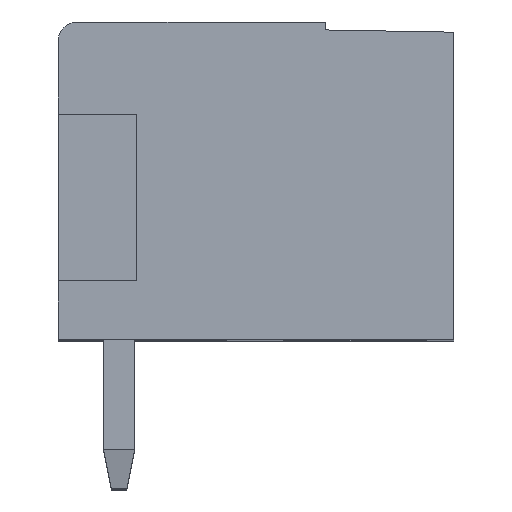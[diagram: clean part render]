
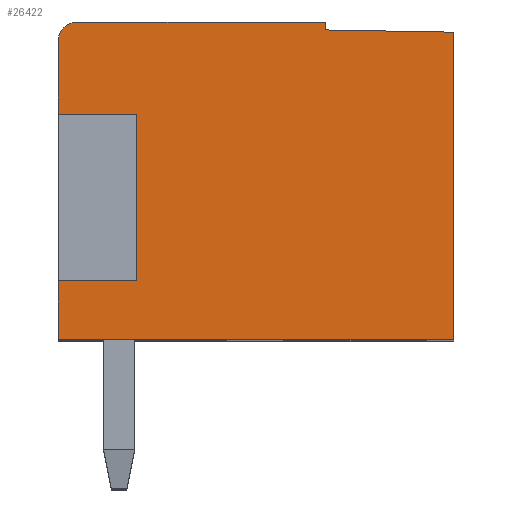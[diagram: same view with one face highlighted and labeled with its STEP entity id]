
A CAD part, top view. The second image highlights one B-rep face of the part: STEP entity #26422.
In plain terms, the highlighted planar face has unit normal (0, 0, 1).
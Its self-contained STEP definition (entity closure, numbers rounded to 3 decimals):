
#251=DIRECTION('',(-1.,0.,0.));
#252=VECTOR('',#251,6.326);
#253=CARTESIAN_POINT('',(-13.889,8.199,168.212));
#254=LINE('',#253,#252);
#9455=DIRECTION('',(0.,-1.,0.));
#9456=VECTOR('',#9455,7.84);
#9457=CARTESIAN_POINT('',(-10.615,7.94,168.212));
#9458=LINE('',#9457,#9456);
#9459=DIRECTION('',(-1.,0.,0.));
#9460=VECTOR('',#9459,10.1);
#9461=CARTESIAN_POINT('',(-10.615,0.099,
168.212));
#9462=LINE('',#9461,#9460);
#9463=DIRECTION('',(0.,1.,0.));
#9464=VECTOR('',#9463,1.5);
#9465=CARTESIAN_POINT('',(-20.715,0.099,
168.212));
#9466=LINE('',#9465,#9464);
#9467=DIRECTION('',(1.,0.,0.));
#9468=VECTOR('',#9467,2.);
#9469=CARTESIAN_POINT('',(-20.715,1.599,168.212));
#9470=LINE('',#9469,#9468);
#9471=DIRECTION('',(0.,1.,0.));
#9472=VECTOR('',#9471,1.85);
#9473=CARTESIAN_POINT('',(-20.715,5.849,168.212));
#9474=LINE('',#9473,#9472);
#9475=CARTESIAN_POINT('',(-20.215,7.699,168.212));
#9476=DIRECTION('',(0.,0.,-1.));
#9477=DIRECTION('',(-1.,0.,0.));
#9478=AXIS2_PLACEMENT_3D('',#9475,#9476,#9477);
#9480=DIRECTION('',(0.,-1.,0.));
#9481=VECTOR('',#9480,0.202);
#9482=CARTESIAN_POINT('',(-13.889,8.199,168.212));
#9483=LINE('',#9482,#9481);
#9484=DIRECTION('',(1.,-0.017,0.));
#9485=VECTOR('',#9484,3.274);
#9486=CARTESIAN_POINT('',(-13.889,7.997,168.212));
#9487=LINE('',#9486,#9485);
#9516=DIRECTION('',(1.,0.,0.));
#9517=VECTOR('',#9516,2.);
#9518=CARTESIAN_POINT('',(-20.715,5.849,168.212));
#9519=LINE('',#9518,#9517);
#9524=DIRECTION('',(0.,-1.,0.));
#9525=VECTOR('',#9524,4.25);
#9526=CARTESIAN_POINT('',(-18.715,5.849,168.212));
#9527=LINE('',#9526,#9525);
#9528=CARTESIAN_POINT('',(-10.615,7.94,168.212));
#9529=CARTESIAN_POINT('',(-10.615,0.099,
168.212));
#9530=VERTEX_POINT('',#9528);
#9531=VERTEX_POINT('',#9529);
#9764=CARTESIAN_POINT('',(-20.715,5.849,168.212));
#9765=CARTESIAN_POINT('',(-20.715,7.699,168.212));
#9766=VERTEX_POINT('',#9764);
#9767=VERTEX_POINT('',#9765);
#9772=CARTESIAN_POINT('',(-20.715,1.599,168.212));
#9773=VERTEX_POINT('',#9772);
#9774=CARTESIAN_POINT('',(-20.715,0.099,
168.212));
#9775=VERTEX_POINT('',#9774);
#9804=CARTESIAN_POINT('',(-20.215,8.199,168.212));
#9805=VERTEX_POINT('',#9804);
#9806=CARTESIAN_POINT('',(-13.889,8.199,168.212));
#9807=VERTEX_POINT('',#9806);
#9808=CARTESIAN_POINT('',(-13.889,7.997,168.212));
#9809=VERTEX_POINT('',#9808);
#9810=CARTESIAN_POINT('',(-18.715,1.599,168.212));
#9811=VERTEX_POINT('',#9810);
#9812=CARTESIAN_POINT('',(-18.715,5.849,168.212));
#9813=VERTEX_POINT('',#9812);
#26401=CARTESIAN_POINT('',(-10.615,0.099,
168.212));
#26402=DIRECTION('',(0.,0.,-1.));
#26403=DIRECTION('',(0.,1.,0.));
#26404=AXIS2_PLACEMENT_3D('',#26401,#26402,#26403);
#26405=PLANE('',#26404);
#26406=ORIENTED_EDGE('',*,*,#12473,.T.);
#26407=ORIENTED_EDGE('',*,*,#13659,.T.);
#26408=ORIENTED_EDGE('',*,*,#12778,.T.);
#26410=ORIENTED_EDGE('',*,*,#26409,.T.);
#26412=ORIENTED_EDGE('',*,*,#26411,.F.);
#26414=ORIENTED_EDGE('',*,*,#26413,.F.);
#26415=ORIENTED_EDGE('',*,*,#12770,.T.);
#26416=ORIENTED_EDGE('',*,*,#12735,.T.);
#26417=ORIENTED_EDGE('',*,*,#12720,.F.);
#26418=ORIENTED_EDGE('',*,*,#12705,.T.);
#26419=ORIENTED_EDGE('',*,*,#12690,.T.);
#26420=EDGE_LOOP('',(#26406,#26407,#26408,#26410,#26412,#26414,#26415,#26416,
#26417,#26418,#26419));
#26421=FACE_OUTER_BOUND('',#26420,.F.);
#9479=CIRCLE('',#9478,0.5);
#12473=EDGE_CURVE('',#9530,#9531,#9458,.T.);
#12690=EDGE_CURVE('',#9809,#9530,#9487,.T.);
#12705=EDGE_CURVE('',#9807,#9809,#9483,.T.);
#12720=EDGE_CURVE('',#9807,#9805,#254,.T.);
#12735=EDGE_CURVE('',#9767,#9805,#9479,.T.);
#12770=EDGE_CURVE('',#9766,#9767,#9474,.T.);
#12778=EDGE_CURVE('',#9775,#9773,#9466,.T.);
#13659=EDGE_CURVE('',#9531,#9775,#9462,.T.);
#26409=EDGE_CURVE('',#9773,#9811,#9470,.T.);
#26411=EDGE_CURVE('',#9813,#9811,#9527,.T.);
#26413=EDGE_CURVE('',#9766,#9813,#9519,.T.);
#26422=ADVANCED_FACE('',(#26421),#26405,.F.);
